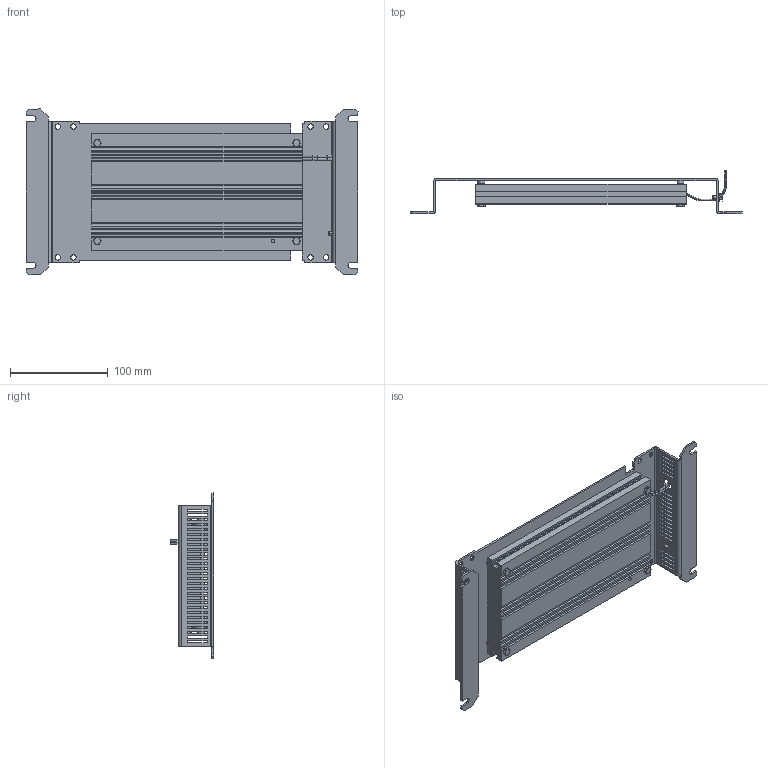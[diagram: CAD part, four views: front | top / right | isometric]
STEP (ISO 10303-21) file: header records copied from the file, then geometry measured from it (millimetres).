
FILE_DESCRIPTION (( 'STEP AP214' ), '1' );
FILE_NAME ('19G6E90-4300 Bremswiderstand.STEP', '2018-09-18T09:48:36', ( '' ), ( '' ), 'SwSTEP 2.0', 'SolidWorks 2016', '' );
FILE_SCHEMA (( 'AUTOMOTIVE_DESIGN' ));
Length unit declared in the file: millimetre
Products named in the file (1): 19G6E90-4300 Bremswiderstand
Bounding box: 340 x 44.79 x 170 mm (x, y, z)
Surface area: 221771.5 mm2 (no closed solid volume)
Topology: 0 solids, 26 shells, 492 faces, 1458 edges, 985 vertices
Faces by surface type: plane 379, cylinder 63, cone 26, bspline 24
Entity records: 22121 total; most frequent: CARTESIAN_POINT 3368, ORIENTED_EDGE 2717, DIRECTION 2568, EDGE_CURVE 1458, VECTOR 1174, LINE 1174, VERTEX_POINT 985, AXIS2_PLACEMENT_3D 697
